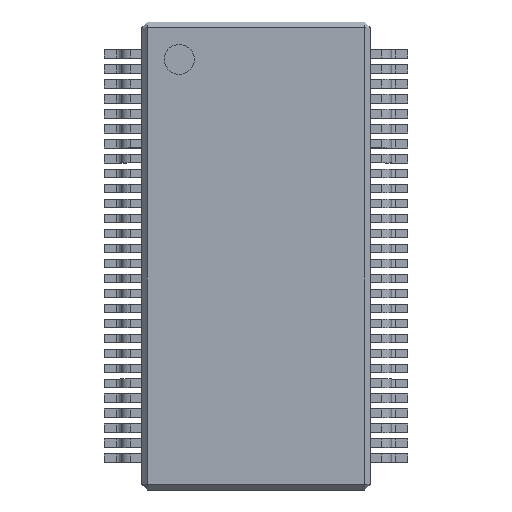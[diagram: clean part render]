
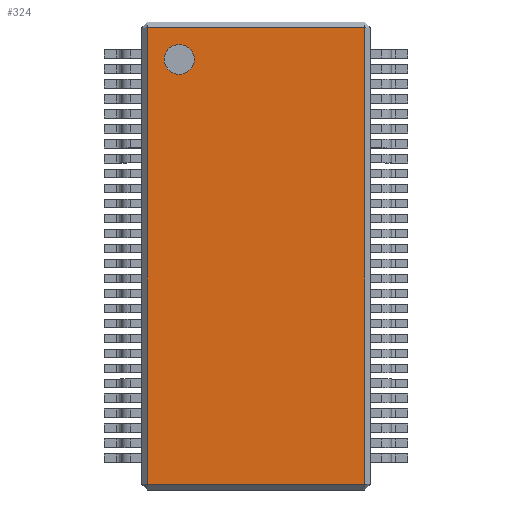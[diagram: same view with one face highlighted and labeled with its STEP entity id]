
A CAD part, top view. The second image highlights one B-rep face of the part: STEP entity #324.
In plain terms, the highlighted planar face has unit normal (0, 0, 1).
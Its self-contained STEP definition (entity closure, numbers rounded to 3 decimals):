
#13=DIRECTION('',(0.,0.,1.));
#14=DIRECTION('',(1.,0.,0.));
#119=VECTOR('',#120,1.);
#120=DIRECTION('',(0.,1.,0.));
#194=VERTEX_POINT('',#195);
#195=CARTESIAN_POINT('',(-2.9,-6.1,1.2));
#202=VERTEX_POINT('',#203);
#203=CARTESIAN_POINT('',(-2.9,6.1,1.2));
#208=ORIENTED_EDGE('',*,*,#209,.F.);
#209=EDGE_CURVE('',#194,#202,#210,.T.);
#210=LINE('',#211,#119);
#211=CARTESIAN_POINT('',(-2.9,-6.25,1.2));
#281=VECTOR('',#14,1.);
#324=ADVANCED_FACE('',(#325,#343),#352,.T.);
#325=FACE_BOUND('',#326,.T.);
#326=EDGE_LOOP('',(#208,#327,#333,#339));
#327=ORIENTED_EDGE('',*,*,#328,.T.);
#328=EDGE_CURVE('',#194,#329,#331,.T.);
#329=VERTEX_POINT('',#330);
#330=CARTESIAN_POINT('',(2.9,-6.1,1.2));
#331=LINE('',#332,#281);
#332=CARTESIAN_POINT('',(-3.05,-6.1,1.2));
#333=ORIENTED_EDGE('',*,*,#334,.T.);
#334=EDGE_CURVE('',#329,#335,#337,.T.);
#335=VERTEX_POINT('',#336);
#336=CARTESIAN_POINT('',(2.9,6.1,1.2));
#337=LINE('',#338,#119);
#338=CARTESIAN_POINT('',(2.9,-6.25,1.2));
#339=ORIENTED_EDGE('',*,*,#340,.F.);
#340=EDGE_CURVE('',#202,#335,#341,.T.);
#341=LINE('',#342,#281);
#342=CARTESIAN_POINT('',(-3.05,6.1,1.2));
#343=FACE_BOUND('',#344,.T.);
#344=EDGE_LOOP('',(#345));
#345=ORIENTED_EDGE('',*,*,#346,.F.);
#346=EDGE_CURVE('',#347,#347,#349,.T.);
#347=VERTEX_POINT('',#348);
#348=CARTESIAN_POINT('',(-1.65,5.25,1.2));
#349=CIRCLE('',#350,0.4);
#350=AXIS2_PLACEMENT_3D('',#351,#13,#14);
#351=CARTESIAN_POINT('',(-2.05,5.25,1.2));
#352=PLANE('',#353);
#353=AXIS2_PLACEMENT_3D('',#354,#13,#14);
#354=CARTESIAN_POINT('',(-3.05,-6.25,1.2));
